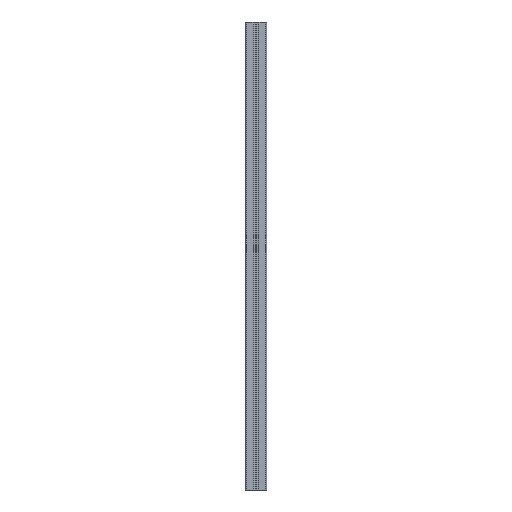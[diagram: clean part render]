
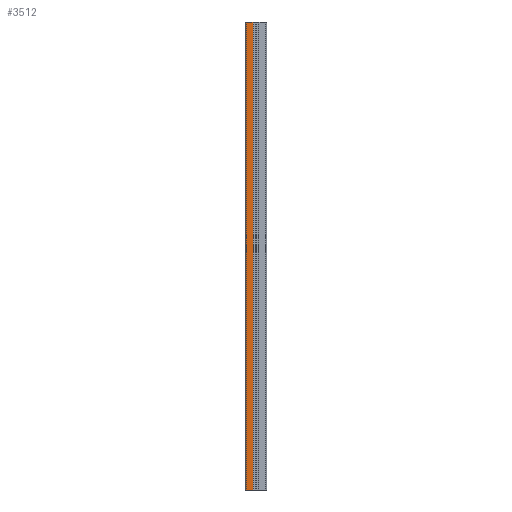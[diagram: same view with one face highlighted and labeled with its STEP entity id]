
A CAD part, left-side view. The second image highlights one B-rep face of the part: STEP entity #3512.
In plain terms, the highlighted planar face has unit normal (-1, 0, 0).
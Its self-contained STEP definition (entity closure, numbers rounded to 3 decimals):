
#418 = LINE ( 'NONE', #7657, #10729 ) ;
#510 = CARTESIAN_POINT ( 'NONE',  ( -22.5, 6.325, -1000. ) ) ;
#1676 = EDGE_CURVE ( 'NONE', #7824, #8296, #4099, .T. ) ;
#1936 = DIRECTION ( 'NONE',  ( -1., 0., 0. ) ) ;
#2020 = ORIENTED_EDGE ( 'NONE', *, *, #9283, .F. ) ;
#2099 = DIRECTION ( 'NONE',  ( 0., 0., -1. ) ) ;
#2814 = DIRECTION ( 'NONE',  ( 0., 0., 1. ) ) ;
#3427 = VERTEX_POINT ( 'NONE', #6392 ) ;
#3512 = ADVANCED_FACE ( 'NONE', ( #5925 ), #6672, .T. ) ;
#3627 = EDGE_CURVE ( 'NONE', #3427, #8296, #9492, .T. ) ;
#4072 = ORIENTED_EDGE ( 'NONE', *, *, #3627, .T. ) ;
#4099 = LINE ( 'NONE', #5589, #4682 ) ;
#4121 = CARTESIAN_POINT ( 'NONE',  ( -22.5, 6.325, 0. ) ) ;
#4682 = VECTOR ( 'NONE', #5634, 1000. ) ;
#4989 = AXIS2_PLACEMENT_3D ( 'NONE', #6505, #1936, #2814 ) ;
#5189 = CARTESIAN_POINT ( 'NONE',  ( -22.5, 20.5, -1000. ) ) ;
#5484 = DIRECTION ( 'NONE',  ( 0., 1., 0. ) ) ;
#5589 = CARTESIAN_POINT ( 'NONE',  ( -22.5, 22.5, -1000. ) ) ;
#5634 = DIRECTION ( 'NONE',  ( 0., 1., 0. ) ) ;
#5925 = FACE_OUTER_BOUND ( 'NONE', #10760, .T. ) ;
#6058 = VECTOR ( 'NONE', #7847, 1000. ) ;
#6102 = ORIENTED_EDGE ( 'NONE', *, *, #1676, .F. ) ;
#6392 = CARTESIAN_POINT ( 'NONE',  ( -22.5, 20.5, 0. ) ) ;
#6505 = CARTESIAN_POINT ( 'NONE',  ( -22.5, 22.5, -1000. ) ) ;
#6629 = EDGE_CURVE ( 'NONE', #11235, #3427, #7590, .T. ) ;
#6672 = PLANE ( 'NONE',  #4989 ) ;
#6884 = CARTESIAN_POINT ( 'NONE',  ( -22.5, 20.5, -1000. ) ) ;
#7012 = VECTOR ( 'NONE', #5484, 1000. ) ;
#7043 = ORIENTED_EDGE ( 'NONE', *, *, #6629, .T. ) ;
#7590 = LINE ( 'NONE', #9737, #7012 ) ;
#7657 = CARTESIAN_POINT ( 'NONE',  ( -22.5, 6.325, -1000. ) ) ;
#7824 = VERTEX_POINT ( 'NONE', #510 ) ;
#7847 = DIRECTION ( 'NONE',  ( 0., 0., -1. ) ) ;
#8296 = VERTEX_POINT ( 'NONE', #6884 ) ;
#9283 = EDGE_CURVE ( 'NONE', #11235, #7824, #418, .T. ) ;
#9492 = LINE ( 'NONE', #5189, #6058 ) ;
#9737 = CARTESIAN_POINT ( 'NONE',  ( -22.5, 22.5, 0. ) ) ;
#10729 = VECTOR ( 'NONE', #2099, 1000. ) ;
#10760 = EDGE_LOOP ( 'NONE', ( #7043, #4072, #6102, #2020 ) ) ;
#11235 = VERTEX_POINT ( 'NONE', #4121 ) ;
